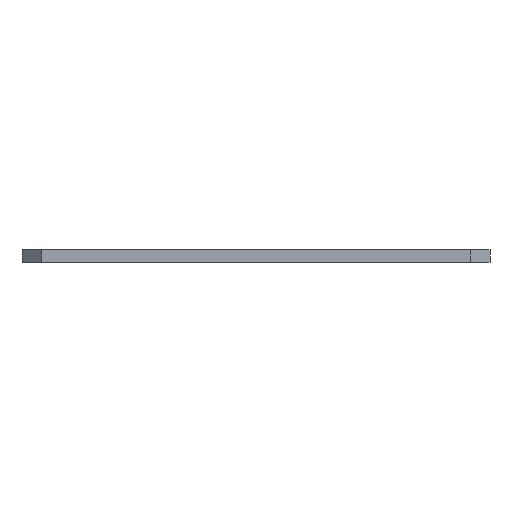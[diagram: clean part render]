
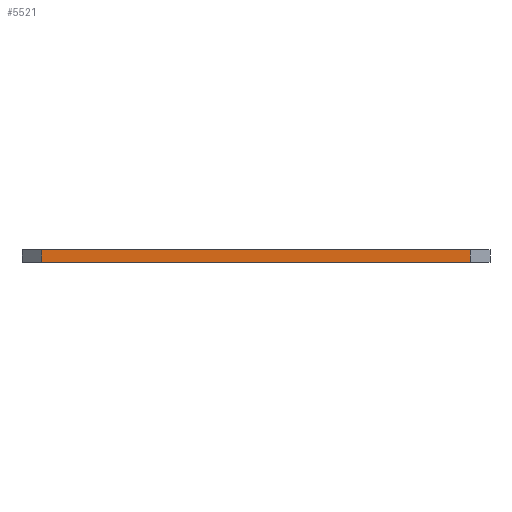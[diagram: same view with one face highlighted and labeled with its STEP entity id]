
A CAD part, front view. The second image highlights one B-rep face of the part: STEP entity #5521.
In plain terms, the highlighted planar face has unit normal (0, -1, 0).
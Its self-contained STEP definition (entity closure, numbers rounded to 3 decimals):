
#83 = PLANE('',#84);
#84 = AXIS2_PLACEMENT_3D('',#85,#86,#87);
#85 = CARTESIAN_POINT('',(148.231,-105.132,1.6));
#86 = DIRECTION('',(-0.,-0.,-1.));
#87 = DIRECTION('',(-1.,0.,0.));
#137 = PLANE('',#138);
#138 = AXIS2_PLACEMENT_3D('',#139,#140,#141);
#139 = CARTESIAN_POINT('',(148.231,-105.132,0.));
#140 = DIRECTION('',(-0.,-0.,-1.));
#141 = DIRECTION('',(-1.,0.,0.));
#330 = VERTEX_POINT('',#331);
#331 = CARTESIAN_POINT('',(175.806,-131.661,0.));
#345 = PLANE('',#346);
#346 = AXIS2_PLACEMENT_3D('',#347,#348,#349);
#347 = CARTESIAN_POINT('',(175.806,-129.121,0.));
#348 = DIRECTION('',(1.,0.,-0.));
#349 = DIRECTION('',(0.,-1.,0.));
#357 = EDGE_CURVE('',#330,#358,#360,.T.);
#358 = VERTEX_POINT('',#359);
#359 = CARTESIAN_POINT('',(121.196,-131.661,0.));
#360 = SURFACE_CURVE('',#361,(#365,#372),.PCURVE_S1.);
#361 = LINE('',#362,#363);
#362 = CARTESIAN_POINT('',(175.806,-131.661,0.));
#363 = VECTOR('',#364,1.);
#364 = DIRECTION('',(-1.,0.,0.));
#365 = PCURVE('',#137,#366);
#366 = DEFINITIONAL_REPRESENTATION('',(#367),#371);
#367 = LINE('',#368,#369);
#368 = CARTESIAN_POINT('',(-27.576,-26.529));
#369 = VECTOR('',#370,1.);
#370 = DIRECTION('',(1.,0.));
#371 = ( GEOMETRIC_REPRESENTATION_CONTEXT(2) 
PARAMETRIC_REPRESENTATION_CONTEXT() REPRESENTATION_CONTEXT('2D SPACE',''
  ) );
#372 = PCURVE('',#373,#378);
#373 = PLANE('',#374);
#374 = AXIS2_PLACEMENT_3D('',#375,#376,#377);
#375 = CARTESIAN_POINT('',(175.806,-131.661,0.));
#376 = DIRECTION('',(0.,-1.,0.));
#377 = DIRECTION('',(-1.,0.,0.));
#378 = DEFINITIONAL_REPRESENTATION('',(#379),#383);
#379 = LINE('',#380,#381);
#380 = CARTESIAN_POINT('',(0.,-0.));
#381 = VECTOR('',#382,1.);
#382 = DIRECTION('',(1.,0.));
#383 = ( GEOMETRIC_REPRESENTATION_CONTEXT(2) 
PARAMETRIC_REPRESENTATION_CONTEXT() REPRESENTATION_CONTEXT('2D SPACE',''
  ) );
#401 = PLANE('',#402);
#402 = AXIS2_PLACEMENT_3D('',#403,#404,#405);
#403 = CARTESIAN_POINT('',(121.196,-131.661,0.));
#404 = DIRECTION('',(-0.707,-0.707,0.));
#405 = DIRECTION('',(-0.707,0.707,0.));
#3068 = VERTEX_POINT('',#3069);
#3069 = CARTESIAN_POINT('',(175.806,-131.661,1.6));
#3090 = EDGE_CURVE('',#3068,#3091,#3093,.T.);
#3091 = VERTEX_POINT('',#3092);
#3092 = CARTESIAN_POINT('',(121.196,-131.661,1.6));
#3093 = SURFACE_CURVE('',#3094,(#3098,#3105),.PCURVE_S1.);
#3094 = LINE('',#3095,#3096);
#3095 = CARTESIAN_POINT('',(175.806,-131.661,1.6));
#3096 = VECTOR('',#3097,1.);
#3097 = DIRECTION('',(-1.,0.,0.));
#3098 = PCURVE('',#83,#3099);
#3099 = DEFINITIONAL_REPRESENTATION('',(#3100),#3104);
#3100 = LINE('',#3101,#3102);
#3101 = CARTESIAN_POINT('',(-27.576,-26.529));
#3102 = VECTOR('',#3103,1.);
#3103 = DIRECTION('',(1.,0.));
#3104 = ( GEOMETRIC_REPRESENTATION_CONTEXT(2) 
PARAMETRIC_REPRESENTATION_CONTEXT() REPRESENTATION_CONTEXT('2D SPACE',''
  ) );
#3105 = PCURVE('',#373,#3106);
#3106 = DEFINITIONAL_REPRESENTATION('',(#3107),#3111);
#3107 = LINE('',#3108,#3109);
#3108 = CARTESIAN_POINT('',(0.,-1.6));
#3109 = VECTOR('',#3110,1.);
#3110 = DIRECTION('',(1.,0.));
#3111 = ( GEOMETRIC_REPRESENTATION_CONTEXT(2) 
PARAMETRIC_REPRESENTATION_CONTEXT() REPRESENTATION_CONTEXT('2D SPACE',''
  ) );
#5473 = EDGE_CURVE('',#330,#3068,#5474,.T.);
#5474 = SURFACE_CURVE('',#5475,(#5479,#5486),.PCURVE_S1.);
#5475 = LINE('',#5476,#5477);
#5476 = CARTESIAN_POINT('',(175.806,-131.661,0.));
#5477 = VECTOR('',#5478,1.);
#5478 = DIRECTION('',(0.,0.,1.));
#5479 = PCURVE('',#345,#5480);
#5480 = DEFINITIONAL_REPRESENTATION('',(#5481),#5485);
#5481 = LINE('',#5482,#5483);
#5482 = CARTESIAN_POINT('',(2.54,0.));
#5483 = VECTOR('',#5484,1.);
#5484 = DIRECTION('',(0.,-1.));
#5485 = ( GEOMETRIC_REPRESENTATION_CONTEXT(2) 
PARAMETRIC_REPRESENTATION_CONTEXT() REPRESENTATION_CONTEXT('2D SPACE',''
  ) );
#5486 = PCURVE('',#373,#5487);
#5487 = DEFINITIONAL_REPRESENTATION('',(#5488),#5492);
#5488 = LINE('',#5489,#5490);
#5489 = CARTESIAN_POINT('',(0.,-0.));
#5490 = VECTOR('',#5491,1.);
#5491 = DIRECTION('',(0.,-1.));
#5492 = ( GEOMETRIC_REPRESENTATION_CONTEXT(2) 
PARAMETRIC_REPRESENTATION_CONTEXT() REPRESENTATION_CONTEXT('2D SPACE',''
  ) );
#5521 = ADVANCED_FACE('',(#5522),#373,.T.);
#5522 = FACE_BOUND('',#5523,.T.);
#5523 = EDGE_LOOP('',(#5524,#5525,#5526,#5547));
#5524 = ORIENTED_EDGE('',*,*,#5473,.T.);
#5525 = ORIENTED_EDGE('',*,*,#3090,.T.);
#5526 = ORIENTED_EDGE('',*,*,#5527,.F.);
#5527 = EDGE_CURVE('',#358,#3091,#5528,.T.);
#5528 = SURFACE_CURVE('',#5529,(#5533,#5540),.PCURVE_S1.);
#5529 = LINE('',#5530,#5531);
#5530 = CARTESIAN_POINT('',(121.196,-131.661,0.));
#5531 = VECTOR('',#5532,1.);
#5532 = DIRECTION('',(0.,0.,1.));
#5533 = PCURVE('',#373,#5534);
#5534 = DEFINITIONAL_REPRESENTATION('',(#5535),#5539);
#5535 = LINE('',#5536,#5537);
#5536 = CARTESIAN_POINT('',(54.61,0.));
#5537 = VECTOR('',#5538,1.);
#5538 = DIRECTION('',(0.,-1.));
#5539 = ( GEOMETRIC_REPRESENTATION_CONTEXT(2) 
PARAMETRIC_REPRESENTATION_CONTEXT() REPRESENTATION_CONTEXT('2D SPACE',''
  ) );
#5540 = PCURVE('',#401,#5541);
#5541 = DEFINITIONAL_REPRESENTATION('',(#5542),#5546);
#5542 = LINE('',#5543,#5544);
#5543 = CARTESIAN_POINT('',(0.,0.));
#5544 = VECTOR('',#5545,1.);
#5545 = DIRECTION('',(0.,-1.));
#5546 = ( GEOMETRIC_REPRESENTATION_CONTEXT(2) 
PARAMETRIC_REPRESENTATION_CONTEXT() REPRESENTATION_CONTEXT('2D SPACE',''
  ) );
#5547 = ORIENTED_EDGE('',*,*,#357,.F.);
